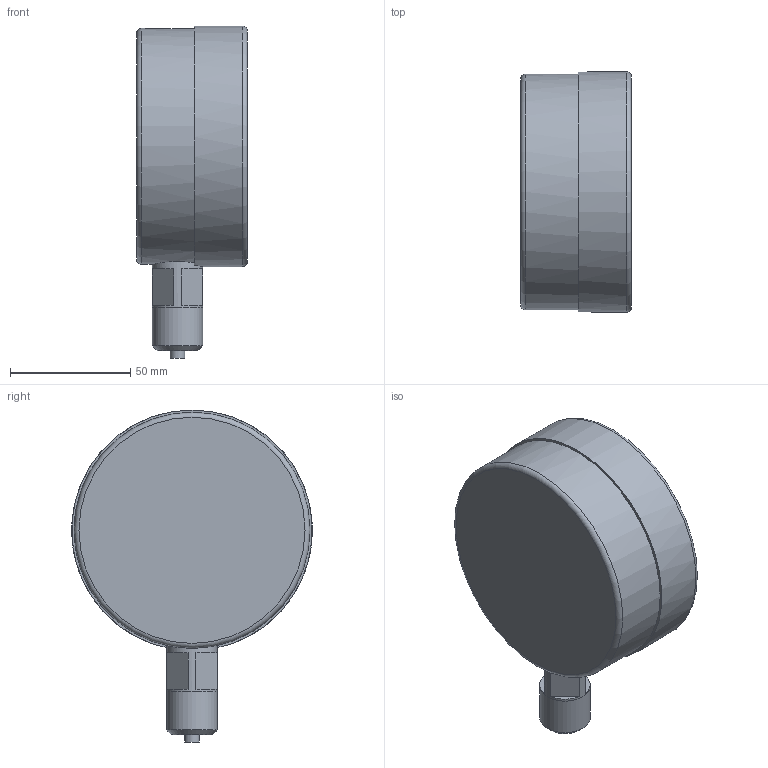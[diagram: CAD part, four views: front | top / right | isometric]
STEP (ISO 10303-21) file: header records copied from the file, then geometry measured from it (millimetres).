
FILE_DESCRIPTION(/* description */ ('ТМ-510Р'),/* implementation_level */ '2;1');
FILE_NAME(/* name */ 'ТМ-510Р.stp',/* time_stamp */ '2023-02-08T15:26:41+03:00',/* author */ ('Tech'),/* organization */ (''),/* preprocessor_version */ 'ST-DEVELOPER v18.1',/* originating_system */ 'Autodesk Inventor 2021',/* authorisation */ '');
FILE_SCHEMA (('AUTOMOTIVE_DESIGN { 1 0 10303 214 3 1 1 }'));
Length unit declared in the file: millimetre
Products named in the file (1): ТМ-510Р
Bounding box: 46 x 100 x 138 mm (x, y, z)
Volume: 336416.2 mm3; surface area: 33322.3 mm2
Topology: 1 solids, 1 shells, 398 faces, 985 edges, 661 vertices
Faces by surface type: plane 363, cylinder 32, torus 2, cone 1
Full cylindrical faces by diameter (mm): 0.99 x1, 2.093 x1, 4.143 x1, 4.5 x1, 6 x1, 20.955 x1, 21 x1, 85 x1, 98 x1, 100 x1
Entity records: 11722 total; most frequent: CARTESIAN_POINT 2085, ORIENTED_EDGE 1970, DIRECTION 1874, EDGE_CURVE 985, LINE 888, VECTOR 888, VERTEX_POINT 661, AXIS2_PLACEMENT_3D 493
